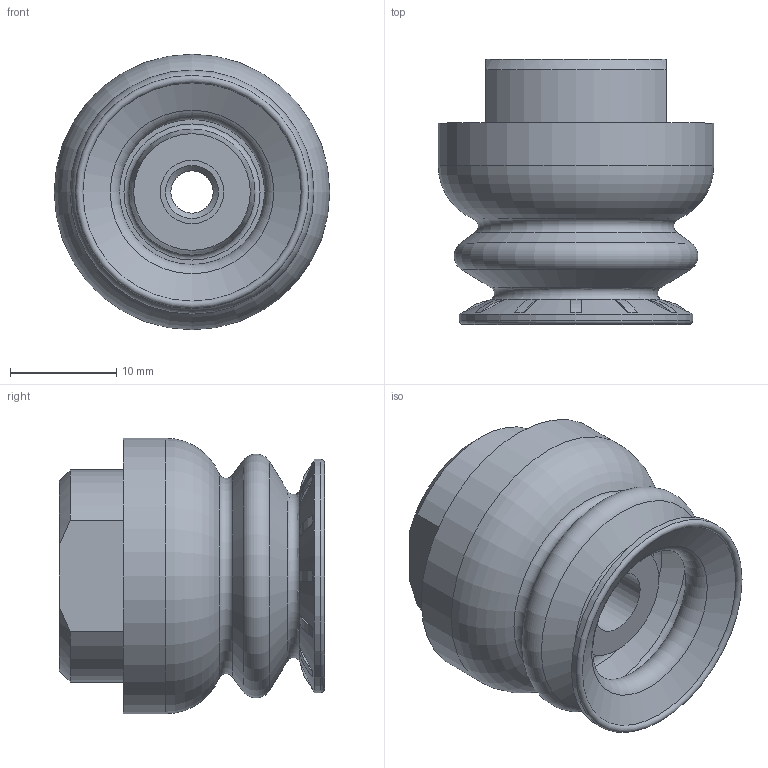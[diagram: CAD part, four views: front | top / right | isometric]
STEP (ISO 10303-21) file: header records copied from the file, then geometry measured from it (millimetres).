
FILE_DESCRIPTION(/* description */ ('STEP AP214'),/* implementation_level */ '2;1');
FILE_NAME(/* name */ '8073834_OGVM-20-A-N-G14F',/* time_stamp */ '2024-09-10T10:50:54+02:00',/* author */ ('License CC BY-ND 4.0'),/* organization */ ('CADENAS'),/* preprocessor_version */ 'ST-DEVELOPER v19.3',/* originating_system */ 'PARTsolutions',/* authorisation */ ' ');
FILE_SCHEMA (('AUTOMOTIVE_DESIGN {1 0 10303 214 3 1 1}'));
Length unit declared in the file: millimetre
Products named in the file (1): 8073834 OGVM-20-A-N-G14F---(high)
Bounding box: 26 x 25 x 26 mm (x, y, z)
Volume: 6107.2 mm3; surface area: 4191.9 mm2
Topology: 1 solids, 1 shells, 71 faces, 179 edges, 114 vertices
Faces by surface type: plane 32, cylinder 19, cone 11, torus 9
Full cylindrical faces by diameter (mm): 4 x1, 6 x1, 11.445 x1, 22 x1, 26 x1
Entity records: 2102 total; most frequent: CARTESIAN_POINT 564, ORIENTED_EDGE 306, DIRECTION 290, EDGE_CURVE 153, AXIS2_PLACEMENT_3D 141, VERTEX_POINT 111, EDGE_LOOP 100, FACE_BOUND 100
